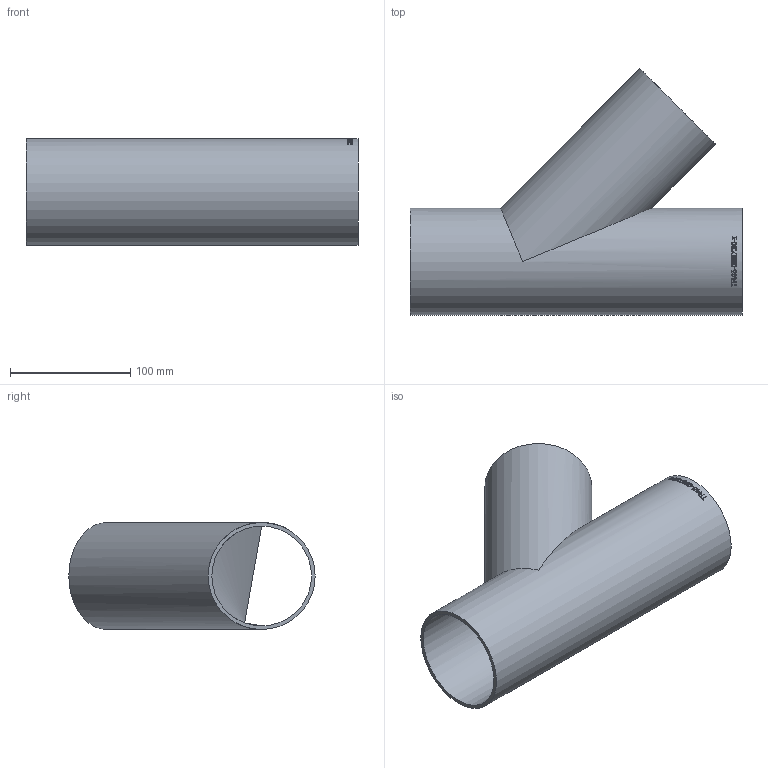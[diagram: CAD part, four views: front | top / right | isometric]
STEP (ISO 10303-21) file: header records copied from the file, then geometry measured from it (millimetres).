
FILE_DESCRIPTION (( 'STEP AP214' ), '1' );
FILE_NAME ('TR45-088X30-x T-Stück 45°geschweisst Ø88,9 L276 1911.STEP', '2019-11-14T13:35:37', ( '' ), ( '' ), 'SwSTEP 2.0', 'SolidWorks 2016', '' );
FILE_SCHEMA (( 'AUTOMOTIVE_DESIGN' ));
Length unit declared in the file: millimetre
Products named in the file (1): TR45-088X30-x T-Stück 45°geschweisst Ø88,9 L276  1911
Bounding box: 276 x 204.79 x 88.9 mm (x, y, z)
Volume: 308385.3 mm3; surface area: 208007 mm2
Topology: 1 solids, 1 shells, 193 faces, 516 edges, 344 vertices
Faces by surface type: bspline 117, plane 51, cylinder 25
Full cylindrical faces by diameter (mm): 82.9 x2, 88.9 x2
Entity records: 23458 total; most frequent: CARTESIAN_POINT 17705, ORIENTED_EDGE 1010, EDGE_CURVE 505, B_SPLINE_CURVE_WITH_KNOTS 365, DIRECTION 356, VERTEX_POINT 340, EDGE_LOOP 223, FACE_OUTER_BOUND 197
